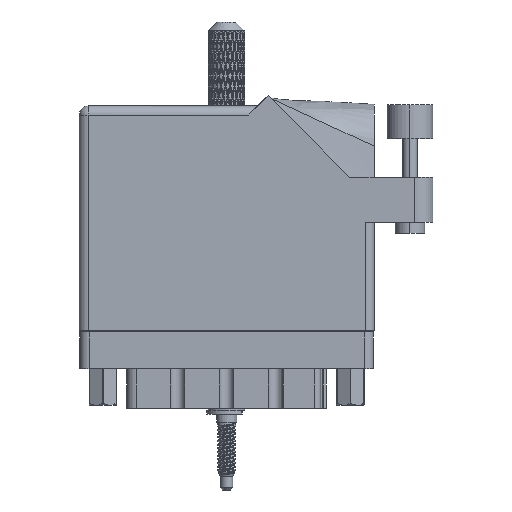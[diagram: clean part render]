
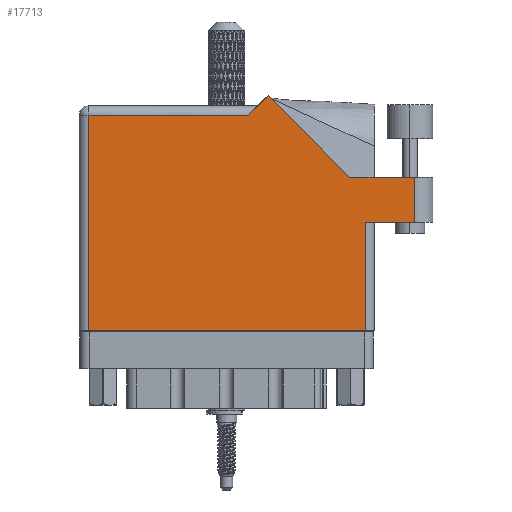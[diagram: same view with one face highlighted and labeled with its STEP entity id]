
A CAD part, front view. The second image highlights one B-rep face of the part: STEP entity #17713.
In plain terms, the highlighted face is planar.
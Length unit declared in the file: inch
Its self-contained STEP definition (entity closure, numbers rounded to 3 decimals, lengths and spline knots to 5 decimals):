
#70 = CARTESIAN_POINT ( 'NONE',  ( 2.01, 0.737, 0. ) ) ;
#368 = ORIENTED_EDGE ( 'NONE', *, *, #102736, .T. ) ;
#2268 = CARTESIAN_POINT ( 'NONE',  ( 2.41, 1.044, 0. ) ) ;
#2539 = CARTESIAN_POINT ( 'NONE',  ( 1.948, 0.737, 0. ) ) ;
#4506 = CARTESIAN_POINT ( 'NONE',  ( 2.285, 1.044, 0. ) ) ;
#5096 = VECTOR ( 'NONE', #53751, 39.37008 ) ;
#6535 = CARTESIAN_POINT ( 'NONE',  ( 1.948, 0.737, 0. ) ) ;
#9491 = LINE ( 'NONE', #2268, #95871 ) ;
#11236 = DIRECTION ( 'NONE',  ( 0., 1., 0. ) ) ;
#12656 = VECTOR ( 'NONE', #11236, 39.37008 ) ;
#17289 = DIRECTION ( 'NONE',  ( 0., -1., 0. ) ) ;
#17457 = EDGE_LOOP ( 'NONE', ( #80630, #63200, #86253, #82687, #56450, #53189, #59870, #42448, #368 ) ) ;
#17713 = ADVANCED_FACE ( 'NONE', ( #93481 ), #93405, .F. ) ;
#18188 = EDGE_CURVE ( 'NONE', #25902, #98439, #102873, .T. ) ;
#18394 = LINE ( 'NONE', #6535, #107472 ) ;
#23201 = VERTEX_POINT ( 'NONE', #2539 ) ;
#25134 = DIRECTION ( 'NONE',  ( -1., 0., 0. ) ) ;
#25902 = VERTEX_POINT ( 'NONE', #77343 ) ;
#29320 = DIRECTION ( 'NONE',  ( -0.707, 0.707, 0. ) ) ;
#29756 = CARTESIAN_POINT ( 'NONE',  ( 1.948, 0., 0. ) ) ;
#33065 = EDGE_CURVE ( 'NONE', #48491, #80588, #9491, .T. ) ;
#33272 = VECTOR ( 'NONE', #17289, 39.37008 ) ;
#33399 = CARTESIAN_POINT ( 'NONE',  ( 0., 1.53, 0. ) ) ;
#37488 = LINE ( 'NONE', #43594, #5096 ) ;
#37938 = EDGE_CURVE ( 'NONE', #110356, #107454, #105947, .T. ) ;
#41132 = VECTOR ( 'NONE', #105963, 39.37008 ) ;
#42448 = ORIENTED_EDGE ( 'NONE', *, *, #37938, .T. ) ;
#43594 = CARTESIAN_POINT ( 'NONE',  ( 0., 1.468, 0. ) ) ;
#46752 = CARTESIAN_POINT ( 'NONE',  ( 1.84442, 1.044, 0. ) ) ;
#48491 = VERTEX_POINT ( 'NONE', #65913 ) ;
#49402 = CARTESIAN_POINT ( 'NONE',  ( 2.285, 0.737, 0. ) ) ;
#53189 = ORIENTED_EDGE ( 'NONE', *, *, #83555, .T. ) ;
#53287 = CARTESIAN_POINT ( 'NONE',  ( 1.155, 1.468, 0. ) ) ;
#53298 = CARTESIAN_POINT ( 'NONE',  ( 1.217, 1.53, 0. ) ) ;
#53751 = DIRECTION ( 'NONE',  ( -1., 0., 0. ) ) ;
#56321 = LINE ( 'NONE', #111935, #33272 ) ;
#56450 = ORIENTED_EDGE ( 'NONE', *, *, #18188, .T. ) ;
#59870 = ORIENTED_EDGE ( 'NONE', *, *, #68332, .T. ) ;
#62002 = DIRECTION ( 'NONE',  ( -0.707, -0.707, 0. ) ) ;
#63200 = ORIENTED_EDGE ( 'NONE', *, *, #71974, .T. ) ;
#63769 = CARTESIAN_POINT ( 'NONE',  ( 0., 0., 0. ) ) ;
#64148 = VERTEX_POINT ( 'NONE', #105780 ) ;
#65913 = CARTESIAN_POINT ( 'NONE',  ( 2.285, 1.044, 0. ) ) ;
#66311 = CARTESIAN_POINT ( 'NONE',  ( 0.062, 0., 0. ) ) ;
#66956 = DIRECTION ( 'NONE',  ( 0., 1., 0. ) ) ;
#68332 = EDGE_CURVE ( 'NONE', #64148, #110356, #56321, .T. ) ;
#69517 = VERTEX_POINT ( 'NONE', #49402 ) ;
#71974 = EDGE_CURVE ( 'NONE', #69517, #48491, #96317, .T. ) ;
#72820 = LINE ( 'NONE', #70, #95692 ) ;
#77343 = CARTESIAN_POINT ( 'NONE',  ( 1.28771, 1.60071, 0. ) ) ;
#80038 = VECTOR ( 'NONE', #62002, 39.37008 ) ;
#80588 = VERTEX_POINT ( 'NONE', #98765 ) ;
#80630 = ORIENTED_EDGE ( 'NONE', *, *, #82582, .T. ) ;
#82582 = EDGE_CURVE ( 'NONE', #23201, #69517, #72820, .T. ) ;
#82687 = ORIENTED_EDGE ( 'NONE', *, *, #99584, .T. ) ;
#83555 = EDGE_CURVE ( 'NONE', #98439, #64148, #37488, .T. ) ;
#86253 = ORIENTED_EDGE ( 'NONE', *, *, #33065, .T. ) ;
#93405 = PLANE ( 'NONE',  #107147 ) ;
#93481 = FACE_OUTER_BOUND ( 'NONE', #17457, .T. ) ;
#95692 = VECTOR ( 'NONE', #104142, 39.37008 ) ;
#95871 = VECTOR ( 'NONE', #96189, 39.37008 ) ;
#96189 = DIRECTION ( 'NONE',  ( -1., 0., 0. ) ) ;
#96317 = LINE ( 'NONE', #4506, #12656 ) ;
#98439 = VERTEX_POINT ( 'NONE', #53287 ) ;
#98765 = CARTESIAN_POINT ( 'NONE',  ( 1.84442, 1.044, 0. ) ) ;
#99584 = EDGE_CURVE ( 'NONE', #80588, #25902, #100928, .T. ) ;
#100928 = LINE ( 'NONE', #46752, #106374 ) ;
#102736 = EDGE_CURVE ( 'NONE', #107454, #23201, #18394, .T. ) ;
#102873 = LINE ( 'NONE', #53298, #80038 ) ;
#104142 = DIRECTION ( 'NONE',  ( 1., 0., 0. ) ) ;
#105780 = CARTESIAN_POINT ( 'NONE',  ( 0.062, 1.468, 0. ) ) ;
#105947 = LINE ( 'NONE', #63769, #41132 ) ;
#105963 = DIRECTION ( 'NONE',  ( 1., 0., 0. ) ) ;
#106374 = VECTOR ( 'NONE', #29320, 39.37008 ) ;
#107147 = AXIS2_PLACEMENT_3D ( 'NONE', #33399, #110720, #25134 ) ;
#107454 = VERTEX_POINT ( 'NONE', #29756 ) ;
#107472 = VECTOR ( 'NONE', #66956, 39.37008 ) ;
#110356 = VERTEX_POINT ( 'NONE', #66311 ) ;
#110720 = DIRECTION ( 'NONE',  ( 0., 0., -1. ) ) ;
#111935 = CARTESIAN_POINT ( 'NONE',  ( 0.062, 0., 0. ) ) ;
